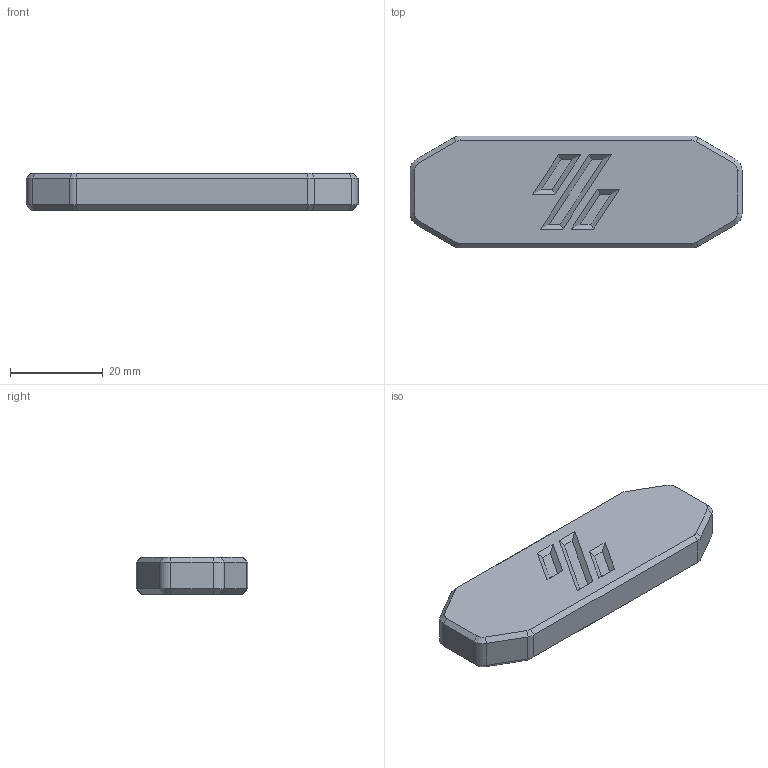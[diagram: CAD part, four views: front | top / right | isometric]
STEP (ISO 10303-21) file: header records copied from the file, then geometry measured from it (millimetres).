
FILE_DESCRIPTION (( 'STEP AP214' ), '1' );
FILE_NAME ('voron_2.4_350_top_extension_joiner.STEP', '2024-05-28T22:06:33', ( '' ), ( '' ), 'SwSTEP 2.0', 'SolidWorks 2024', '' );
FILE_SCHEMA (( 'AUTOMOTIVE_DESIGN' ));
Length unit declared in the file: millimetre
Products named in the file (1): voron_2.4_350_top_extension_joiner
Bounding box: 71.7 x 24.18 x 8 mm (x, y, z)
Volume: 10774.8 mm3; surface area: 5003.7 mm2
Topology: 1 solids, 1 shells, 96 faces, 218 edges, 128 vertices
Faces by surface type: plane 53, cylinder 22, cone 21
Entity records: 2624 total; most frequent: DIRECTION 467, CARTESIAN_POINT 438, ORIENTED_EDGE 426, EDGE_CURVE 213, AXIS2_PLACEMENT_3D 157, LINE 153, VECTOR 153, VERTEX_POINT 128
